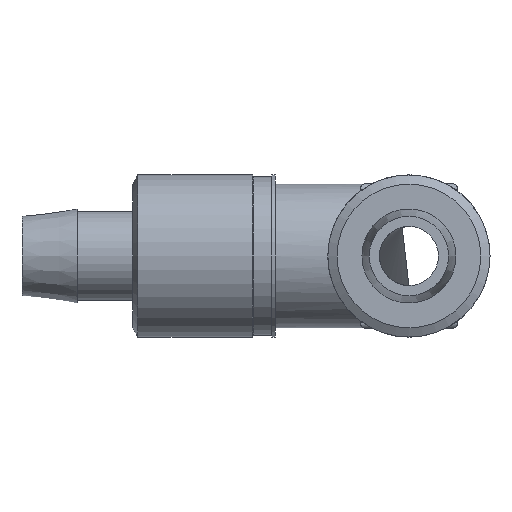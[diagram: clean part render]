
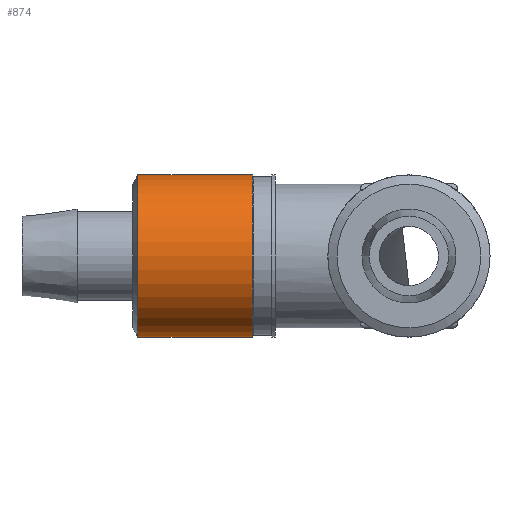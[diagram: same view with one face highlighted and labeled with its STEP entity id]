
A CAD part, left-side view. The second image highlights one B-rep face of the part: STEP entity #874.
In plain terms, the highlighted cylindrical face has radius 4.4 mm (diameter 8.8 mm), a full revolution.
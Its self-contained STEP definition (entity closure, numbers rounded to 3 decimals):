
#47=FACE_BOUND('',#284,.T.);
#99=CIRCLE('',#987,4.4);
#100=CIRCLE('',#989,4.4);
#195=FACE_OUTER_BOUND('',#283,.T.);
#283=EDGE_LOOP('',(#767));
#284=EDGE_LOOP('',(#768));
#471=VERTEX_POINT('',#1574);
#472=VERTEX_POINT('',#1577);
#576=EDGE_CURVE('',#471,#471,#99,.T.);
#577=EDGE_CURVE('',#472,#472,#100,.T.);
#767=ORIENTED_EDGE('',*,*,#577,.F.);
#768=ORIENTED_EDGE('',*,*,#576,.T.);
#821=CYLINDRICAL_SURFACE('',#988,4.4);
#874=ADVANCED_FACE('',(#195,#47),#821,.T.);
#987=AXIS2_PLACEMENT_3D('',#1575,#1246,#1247);
#988=AXIS2_PLACEMENT_3D('',#1576,#1248,#1249);
#989=AXIS2_PLACEMENT_3D('',#1578,#1250,#1251);
#1246=DIRECTION('center_axis',(0.,1.,0.));
#1247=DIRECTION('ref_axis',(0.,0.,-1.));
#1248=DIRECTION('center_axis',(0.,1.,0.));
#1249=DIRECTION('ref_axis',(-1.,0.,0.));
#1250=DIRECTION('center_axis',(0.,1.,0.));
#1251=DIRECTION('ref_axis',(0.,0.,-1.));
#1574=CARTESIAN_POINT('',(-4.4,8.5,0.));
#1575=CARTESIAN_POINT('Origin',(0.,8.5,0.));
#1576=CARTESIAN_POINT('Origin',(0.,11.606,0.));
#1577=CARTESIAN_POINT('',(-4.4,14.711,0.));
#1578=CARTESIAN_POINT('Origin',(0.,14.711,0.));
